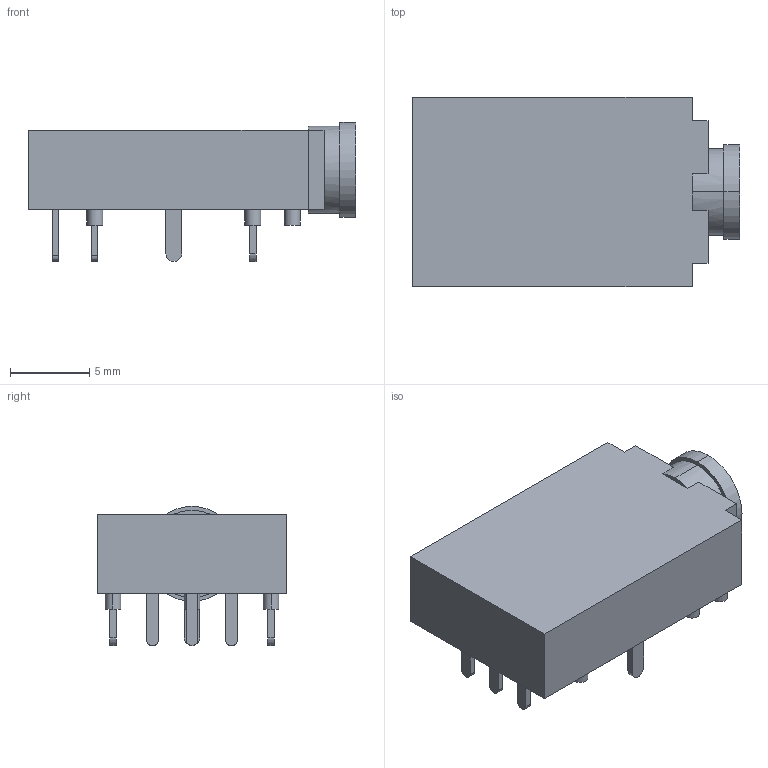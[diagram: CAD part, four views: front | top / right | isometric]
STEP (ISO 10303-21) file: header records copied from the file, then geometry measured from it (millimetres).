
FILE_DESCRIPTION (( 'STEP AP214' ), '1' );
FILE_NAME ('CUI_DEVICES_SJ-3571N.step', '2020-08-16T11:08:22', ( '' ), ( '' ), 'SwSTEP 2.0', 'SolidWorks 2020', '' );
FILE_SCHEMA (( 'AUTOMOTIVE_DESIGN' ));
Length unit declared in the file: inch
Products named in the file (1): CUI_DEVICES_SJ-3571N
Bounding box: 20.7 x 12 x 8.8 mm (x, y, z)
Volume: 1157.1 mm3; surface area: 994.2 mm2
Topology: 3 solids, 3 shells, 111 faces, 258 edges, 172 vertices
Faces by surface type: plane 78, cylinder 33
Entity records: 3783 total; most frequent: DIRECTION 552, CARTESIAN_POINT 542, ORIENTED_EDGE 516, EDGE_CURVE 258, LINE 188, VECTOR 188, AXIS2_PLACEMENT_3D 182, VERTEX_POINT 172
